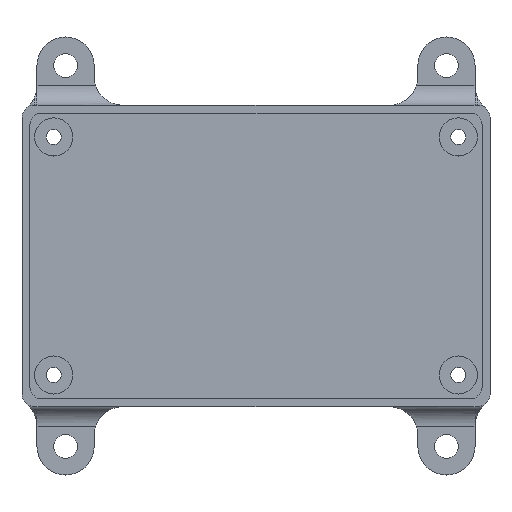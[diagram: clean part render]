
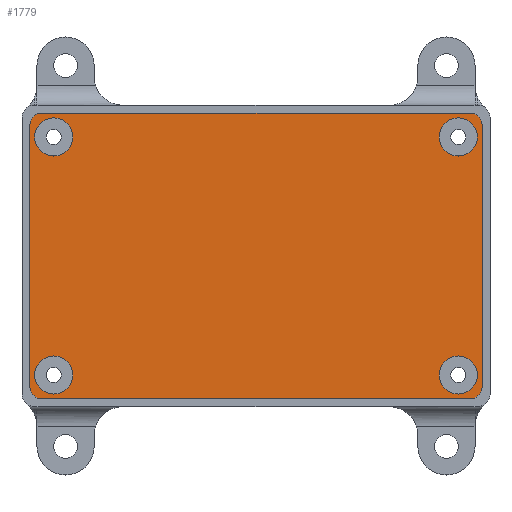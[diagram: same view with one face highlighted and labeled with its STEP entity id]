
A CAD part, top view. The second image highlights one B-rep face of the part: STEP entity #1779.
In plain terms, the highlighted planar face has unit normal (0, 0, 1).
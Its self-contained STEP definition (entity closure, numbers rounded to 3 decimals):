
#23=FACE_BOUND('',#288,.T.);
#24=FACE_BOUND('',#289,.T.);
#25=FACE_BOUND('',#290,.T.);
#26=FACE_BOUND('',#291,.T.);
#87=PLANE('',#1952);
#180=FACE_OUTER_BOUND('',#287,.T.);
#287=EDGE_LOOP('',(#1510,#1511,#1512,#1513,#1514,#1515,#1516,#1517));
#288=EDGE_LOOP('',(#1518));
#289=EDGE_LOOP('',(#1519));
#290=EDGE_LOOP('',(#1520));
#291=EDGE_LOOP('',(#1521));
#398=LINE('',#2840,#562);
#402=LINE('',#2849,#566);
#482=LINE('',#3027,#646);
#486=LINE('',#3039,#650);
#562=VECTOR('',#2238,10.);
#566=VECTOR('',#2244,10.);
#646=VECTOR('',#2404,10.);
#650=VECTOR('',#2416,10.);
#711=CIRCLE('',#1908,2.54);
#717=CIRCLE('',#1943,2.54);
#719=CIRCLE('',#1947,2.54);
#721=CIRCLE('',#1951,2.54);
#722=CIRCLE('',#1953,4.);
#723=CIRCLE('',#1954,4.);
#724=CIRCLE('',#1955,4.);
#725=CIRCLE('',#1956,4.);
#820=VERTEX_POINT('',#2837);
#821=VERTEX_POINT('',#2839);
#824=VERTEX_POINT('',#2846);
#825=VERTEX_POINT('',#2848);
#881=VERTEX_POINT('',#3019);
#883=VERTEX_POINT('',#3025);
#885=VERTEX_POINT('',#3031);
#887=VERTEX_POINT('',#3037);
#888=VERTEX_POINT('',#3044);
#889=VERTEX_POINT('',#3046);
#890=VERTEX_POINT('',#3048);
#891=VERTEX_POINT('',#3050);
#1026=EDGE_CURVE('',#821,#820,#398,.T.);
#1030=EDGE_CURVE('',#825,#824,#402,.T.);
#1036=EDGE_CURVE('',#820,#825,#711,.T.);
#1115=EDGE_CURVE('',#824,#881,#717,.T.);
#1118=EDGE_CURVE('',#881,#883,#482,.T.);
#1121=EDGE_CURVE('',#883,#885,#719,.T.);
#1124=EDGE_CURVE('',#885,#887,#486,.T.);
#1126=EDGE_CURVE('',#887,#821,#721,.T.);
#1127=EDGE_CURVE('',#888,#888,#722,.T.);
#1128=EDGE_CURVE('',#889,#889,#723,.T.);
#1129=EDGE_CURVE('',#890,#890,#724,.T.);
#1130=EDGE_CURVE('',#891,#891,#725,.T.);
#1510=ORIENTED_EDGE('',*,*,#1036,.T.);
#1511=ORIENTED_EDGE('',*,*,#1030,.T.);
#1512=ORIENTED_EDGE('',*,*,#1115,.T.);
#1513=ORIENTED_EDGE('',*,*,#1118,.T.);
#1514=ORIENTED_EDGE('',*,*,#1121,.T.);
#1515=ORIENTED_EDGE('',*,*,#1124,.T.);
#1516=ORIENTED_EDGE('',*,*,#1126,.T.);
#1517=ORIENTED_EDGE('',*,*,#1026,.T.);
#1518=ORIENTED_EDGE('',*,*,#1127,.T.);
#1519=ORIENTED_EDGE('',*,*,#1128,.T.);
#1520=ORIENTED_EDGE('',*,*,#1129,.T.);
#1521=ORIENTED_EDGE('',*,*,#1130,.T.);
#1779=ADVANCED_FACE('',(#180,#23,#24,#25,#26),#87,.T.);
#1908=AXIS2_PLACEMENT_3D('',#2859,#2255,#2256);
#1943=AXIS2_PLACEMENT_3D('',#3021,#2398,#2399);
#1947=AXIS2_PLACEMENT_3D('',#3033,#2410,#2411);
#1951=AXIS2_PLACEMENT_3D('',#3042,#2421,#2422);
#1952=AXIS2_PLACEMENT_3D('',#3043,#2423,#2424);
#1953=AXIS2_PLACEMENT_3D('',#3045,#2425,#2426);
#1954=AXIS2_PLACEMENT_3D('',#3047,#2427,#2428);
#1955=AXIS2_PLACEMENT_3D('',#3049,#2429,#2430);
#1956=AXIS2_PLACEMENT_3D('',#3051,#2431,#2432);
#2238=DIRECTION('',(0.,-1.,0.));
#2244=DIRECTION('',(1.,0.,0.));
#2255=DIRECTION('center_axis',(0.,0.,1.));
#2256=DIRECTION('ref_axis',(-1.,0.,0.));
#2398=DIRECTION('center_axis',(0.,0.,1.));
#2399=DIRECTION('ref_axis',(0.,-1.,0.));
#2404=DIRECTION('',(0.,1.,0.));
#2410=DIRECTION('center_axis',(0.,0.,1.));
#2411=DIRECTION('ref_axis',(1.,0.,0.));
#2416=DIRECTION('',(-1.,0.,0.));
#2421=DIRECTION('center_axis',(0.,0.,1.));
#2422=DIRECTION('ref_axis',(0.,1.,0.));
#2423=DIRECTION('center_axis',(0.,0.,1.));
#2424=DIRECTION('ref_axis',(1.,0.,0.));
#2425=DIRECTION('center_axis',(0.,0.,-1.));
#2426=DIRECTION('ref_axis',(1.,0.,0.));
#2427=DIRECTION('center_axis',(0.,0.,-1.));
#2428=DIRECTION('ref_axis',(1.,0.,0.));
#2429=DIRECTION('center_axis',(0.,0.,-1.));
#2430=DIRECTION('ref_axis',(1.,0.,0.));
#2431=DIRECTION('center_axis',(0.,0.,-1.));
#2432=DIRECTION('ref_axis',(1.,0.,0.));
#2837=CARTESIAN_POINT('',(0.,2.54,0.));
#2839=CARTESIAN_POINT('',(0.,57.46,0.));
#2840=CARTESIAN_POINT('',(0.,43.73,0.));
#2846=CARTESIAN_POINT('',(92.46,0.,0.));
#2848=CARTESIAN_POINT('',(2.54,0.,0.));
#2849=CARTESIAN_POINT('',(25.02,0.,0.));
#2859=CARTESIAN_POINT('Origin',(2.54,2.54,0.));
#3019=CARTESIAN_POINT('',(95.,2.54,0.));
#3021=CARTESIAN_POINT('Origin',(92.46,2.54,0.));
#3025=CARTESIAN_POINT('',(95.,57.46,0.));
#3027=CARTESIAN_POINT('',(95.,16.27,0.));
#3031=CARTESIAN_POINT('',(92.46,60.,0.));
#3033=CARTESIAN_POINT('Origin',(92.46,57.46,0.));
#3037=CARTESIAN_POINT('',(2.54,60.,0.));
#3039=CARTESIAN_POINT('',(69.98,60.,0.));
#3042=CARTESIAN_POINT('Origin',(2.54,57.46,0.));
#3043=CARTESIAN_POINT('Origin',(47.5,30.,0.));
#3044=CARTESIAN_POINT('',(1.,5.,0.));
#3045=CARTESIAN_POINT('Origin',(5.,5.,0.));
#3046=CARTESIAN_POINT('',(86.,5.,0.));
#3047=CARTESIAN_POINT('Origin',(90.,5.,0.));
#3048=CARTESIAN_POINT('',(86.,55.,0.));
#3049=CARTESIAN_POINT('Origin',(90.,55.,0.));
#3050=CARTESIAN_POINT('',(1.,55.,0.));
#3051=CARTESIAN_POINT('Origin',(5.,55.,0.));
